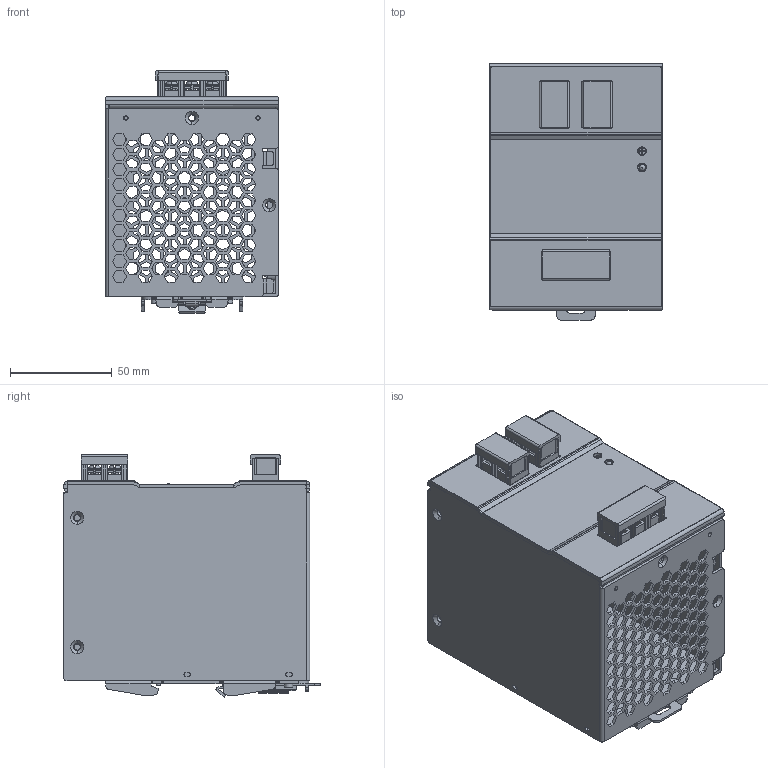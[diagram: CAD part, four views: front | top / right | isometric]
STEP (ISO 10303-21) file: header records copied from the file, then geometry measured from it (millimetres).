
FILE_DESCRIPTION (( 'STEP AP214' ), '1' );
FILE_NAME ('PSB24-240-1.STEP', '2021-05-12T20:14:22', ( '' ), ( '' ), 'SwSTEP 2.0', 'SolidWorks 2021', '' );
FILE_SCHEMA (( 'AUTOMOTIVE_DESIGN' ));
Length unit declared in the file: inch
Products named in the file (1): PSB24-240-1
Bounding box: 85.05 x 126 x 119.44 mm (x, y, z)
Volume: 113533 mm3; surface area: 188615.9 mm2
Topology: 35 solids, 35 shells, 3945 faces, 10917 edges, 7096 vertices
Faces by surface type: plane 2994, cylinder 611, bspline 270, cone 40, torus 28, sphere 2
Full cylindrical faces by diameter (mm): 2.2 x2, 2.8 x1, 2.921 x1, 3 x2, 3.4 x4, 3.5 x2, 5.4 x3, 6 x2, 6.32 x7
Entity records: 208234 total; most frequent: CARTESIAN_POINT 57249, ORIENTED_EDGE 21730, DIRECTION 18287, EDGE_CURVE 10865, LINE 8669, VECTOR 8669, VERTEX_POINT 7084, AXIS2_PLACEMENT_3D 4809
